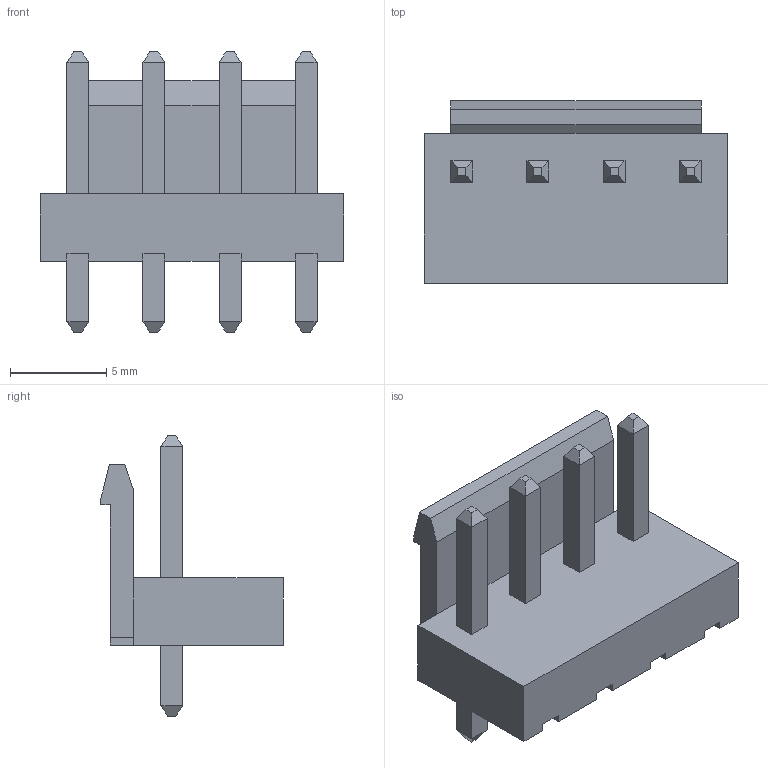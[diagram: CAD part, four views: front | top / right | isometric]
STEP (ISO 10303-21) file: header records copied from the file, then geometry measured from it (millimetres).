
FILE_DESCRIPTION(('FreeCAD Model'),'2;1');
FILE_NAME('B4B-VH.step', '2019-08-19T00:57:43',('Author'),(''), 'Open CASCADE STEP processor 6.8','FreeCAD','Unknown');
FILE_SCHEMA(('AUTOMOTIVE_DESIGN_CC2 { 1 2 10303 214 -1 1 5 4 }'));
Length unit declared in the file: millimetre
Products named in the file (1): B4B-VH
Bounding box: 15.78 x 9.5 x 14.6 mm (x, y, z)
Volume: 622.7 mm3; surface area: 835.3 mm2
Topology: 1 solids, 1 shells, 116 faces, 278 edges, 168 vertices
Faces by surface type: plane 116
Entity records: 4051 total; most frequent: CARTESIAN_POINT 563, ORIENTED_EDGE 556, DIRECTION 512, EDGE_CURVE 278, LINE 278, VECTOR 278, VERTEX_POINT 168, FACE_BOUND 120
